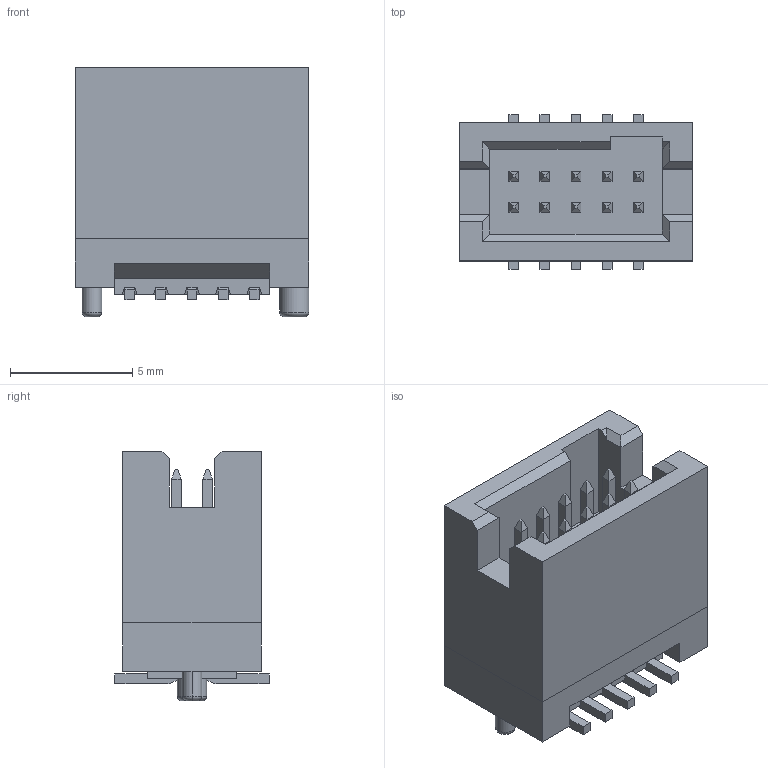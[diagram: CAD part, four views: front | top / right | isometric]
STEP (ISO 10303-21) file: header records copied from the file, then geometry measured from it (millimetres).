
FILE_DESCRIPTION((''),'2;1');
FILE_NAME('6111-010-03-00','2012-10-29T',('CAD01'),(''),'PRO/ENGINEER BY PARAMETRIC TECHNOLOGY CORPORATION, 2009400','PRO/ENGINEER BY PARAMETRIC TECHNOLOGY CORPORATION, 2009400','');
FILE_SCHEMA(('CONFIG_CONTROL_DESIGN'));
Length unit declared in the file: millimetre
Products named in the file (4): 6111-1-010-C; 04CONTACT; 6111-1-10-3HOUSING; 6111-010-03-00
Assembly tree (12 placements, depth 2):
  6111-010-03-00
    6111-1-010-C
    04CONTACT  x10
    6111-1-10-3HOUSING
Bounding box: 9.55 x 6.3 x 10.2 mm (x, y, z)
Volume: 329.5 mm3; surface area: 885.9 mm2
Topology: 12 solids, 12 shells, 427 faces, 1078 edges, 669 vertices
Faces by surface type: plane 399, cylinder 24, torus 3, bspline 1
Entity records: 10313 total; most frequent: CARTESIAN_POINT 1623, ORIENTED_EDGE 1580, DIRECTION 1442, EDGE_CURVE 790, VECTOR 770, LINE 770, VERTEX_POINT 489, PRESENTATION_STYLE_ASSIGNMENT 356
